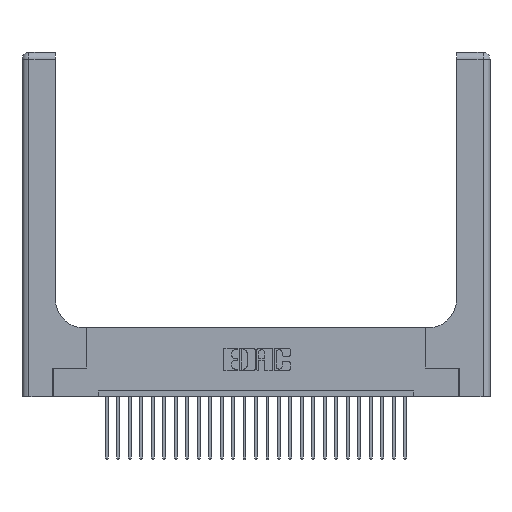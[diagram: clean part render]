
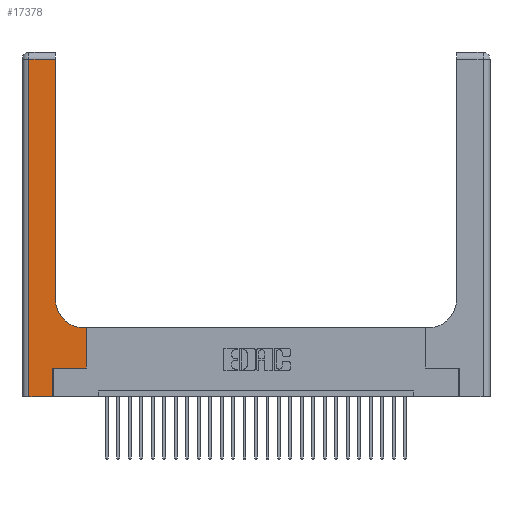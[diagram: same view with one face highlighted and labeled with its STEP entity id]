
A CAD part, top view. The second image highlights one B-rep face of the part: STEP entity #17378.
In plain terms, the highlighted planar face has unit normal (0, 0, 1).
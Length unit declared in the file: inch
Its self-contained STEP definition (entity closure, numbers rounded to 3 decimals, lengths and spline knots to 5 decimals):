
#150 = VERTEX_POINT ( 'NONE', #23422 ) ;
#190 = CIRCLE ( 'NONE', #6443, 0.25 ) ;
#492 = LINE ( 'NONE', #16695, #4158 ) ;
#826 = VERTEX_POINT ( 'NONE', #2255 ) ;
#1099 = CARTESIAN_POINT ( 'NONE',  ( 0.269, 0., 0.37 ) ) ;
#1754 = CARTESIAN_POINT ( 'NONE',  ( 0.5585, 0.25, 0.37 ) ) ;
#2255 = CARTESIAN_POINT ( 'NONE',  ( 0.06, 2.94, 0.37 ) ) ;
#2536 = EDGE_CURVE ( 'NONE', #3511, #15691, #190, .T. ) ;
#2750 = DIRECTION ( 'NONE',  ( 0., 1., 0. ) ) ;
#2820 = VERTEX_POINT ( 'NONE', #26647 ) ;
#2857 = LINE ( 'NONE', #5965, #12187 ) ;
#3328 = EDGE_CURVE ( 'NONE', #150, #3511, #2857, .T. ) ;
#3453 = CARTESIAN_POINT ( 'NONE',  ( 0., 2.94, 0.37 ) ) ;
#3511 = VERTEX_POINT ( 'NONE', #23116 ) ;
#3637 = PLANE ( 'NONE',  #7124 ) ;
#3728 = FACE_OUTER_BOUND ( 'NONE', #7040, .T. ) ;
#3828 = ORIENTED_EDGE ( 'NONE', *, *, #24308, .T. ) ;
#4158 = VECTOR ( 'NONE', #14221, 39.37008 ) ;
#4297 = EDGE_CURVE ( 'NONE', #2820, #826, #21850, .T. ) ;
#4559 = VERTEX_POINT ( 'NONE', #1754 ) ;
#4944 = VECTOR ( 'NONE', #20473, 39.37008 ) ;
#4971 = CARTESIAN_POINT ( 'NONE',  ( 0.06, 0., 0.37 ) ) ;
#5602 = DIRECTION ( 'NONE',  ( -1., 0., 0. ) ) ;
#5941 = EDGE_CURVE ( 'NONE', #15691, #2820, #16845, .T. ) ;
#5965 = CARTESIAN_POINT ( 'NONE',  ( 0.2915, 0.6, 0.37 ) ) ;
#6184 = EDGE_CURVE ( 'NONE', #27525, #4559, #6546, .T. ) ;
#6443 = AXIS2_PLACEMENT_3D ( 'NONE', #13424, #11481, #23981 ) ;
#6546 = LINE ( 'NONE', #19900, #14542 ) ;
#6745 = ORIENTED_EDGE ( 'NONE', *, *, #2536, .T. ) ;
#6768 = LINE ( 'NONE', #13623, #13750 ) ;
#7040 = EDGE_LOOP ( 'NONE', ( #26333, #16490, #20984, #3828, #16792, #7751, #23069, #17639, #6745 ) ) ;
#7124 = AXIS2_PLACEMENT_3D ( 'NONE', #24621, #26671, #5602 ) ;
#7534 = VECTOR ( 'NONE', #12172, 39.37008 ) ;
#7751 = ORIENTED_EDGE ( 'NONE', *, *, #6184, .T. ) ;
#8458 = EDGE_CURVE ( 'NONE', #4559, #150, #6768, .T. ) ;
#8473 = VERTEX_POINT ( 'NONE', #4971 ) ;
#10073 = DIRECTION ( 'NONE',  ( 0., 1., 0. ) ) ;
#10562 = VECTOR ( 'NONE', #22320, 39.37008 ) ;
#11481 = DIRECTION ( 'NONE',  ( 0., 0., -1. ) ) ;
#11594 = CARTESIAN_POINT ( 'NONE',  ( 0.2915, 3., 0.37 ) ) ;
#12132 = CARTESIAN_POINT ( 'NONE',  ( 0.269, 0., 0.37 ) ) ;
#12172 = DIRECTION ( 'NONE',  ( 0., -1., 0. ) ) ;
#12187 = VECTOR ( 'NONE', #27063, 39.37008 ) ;
#13424 = CARTESIAN_POINT ( 'NONE',  ( 0.5415, 0.85, 0.37 ) ) ;
#13533 = EDGE_CURVE ( 'NONE', #16716, #27525, #25586, .T. ) ;
#13623 = CARTESIAN_POINT ( 'NONE',  ( 0.5585, 0.25, 0.37 ) ) ;
#13750 = VECTOR ( 'NONE', #2750, 39.37008 ) ;
#14221 = DIRECTION ( 'NONE',  ( 1., 0., 0. ) ) ;
#14542 = VECTOR ( 'NONE', #15380, 39.37008 ) ;
#14832 = CARTESIAN_POINT ( 'NONE',  ( 0.269, 0.25, 0.37 ) ) ;
#15380 = DIRECTION ( 'NONE',  ( 1., 0., 0. ) ) ;
#15691 = VERTEX_POINT ( 'NONE', #22828 ) ;
#16317 = EDGE_CURVE ( 'NONE', #826, #8473, #23778, .T. ) ;
#16490 = ORIENTED_EDGE ( 'NONE', *, *, #4297, .T. ) ;
#16695 = CARTESIAN_POINT ( 'NONE',  ( 0., 0., 0.37 ) ) ;
#16716 = VERTEX_POINT ( 'NONE', #1099 ) ;
#16792 = ORIENTED_EDGE ( 'NONE', *, *, #13533, .T. ) ;
#16845 = LINE ( 'NONE', #11594, #10562 ) ;
#17378 = ADVANCED_FACE ( 'NONE', ( #3728 ), #3637, .F. ) ;
#17639 = ORIENTED_EDGE ( 'NONE', *, *, #3328, .T. ) ;
#19898 = VECTOR ( 'NONE', #10073, 39.37008 ) ;
#19900 = CARTESIAN_POINT ( 'NONE',  ( 0.269, 0.25, 0.37 ) ) ;
#20473 = DIRECTION ( 'NONE',  ( -1., 0., 0. ) ) ;
#20984 = ORIENTED_EDGE ( 'NONE', *, *, #16317, .T. ) ;
#21850 = LINE ( 'NONE', #3453, #4944 ) ;
#22320 = DIRECTION ( 'NONE',  ( 0., 1., 0. ) ) ;
#22797 = CARTESIAN_POINT ( 'NONE',  ( 0.06, 3., 0.37 ) ) ;
#22828 = CARTESIAN_POINT ( 'NONE',  ( 0.2915, 0.85, 0.37 ) ) ;
#23069 = ORIENTED_EDGE ( 'NONE', *, *, #8458, .T. ) ;
#23116 = CARTESIAN_POINT ( 'NONE',  ( 0.5415, 0.6, 0.37 ) ) ;
#23422 = CARTESIAN_POINT ( 'NONE',  ( 0.5585, 0.6, 0.37 ) ) ;
#23778 = LINE ( 'NONE', #22797, #7534 ) ;
#23981 = DIRECTION ( 'NONE',  ( 1., 0., 0. ) ) ;
#24308 = EDGE_CURVE ( 'NONE', #8473, #16716, #492, .T. ) ;
#24621 = CARTESIAN_POINT ( 'NONE',  ( 0., 3., 0.37 ) ) ;
#25586 = LINE ( 'NONE', #12132, #19898 ) ;
#26333 = ORIENTED_EDGE ( 'NONE', *, *, #5941, .T. ) ;
#26647 = CARTESIAN_POINT ( 'NONE',  ( 0.2915, 2.94, 0.37 ) ) ;
#26671 = DIRECTION ( 'NONE',  ( 0., 0., -1. ) ) ;
#27063 = DIRECTION ( 'NONE',  ( -1., 0., 0. ) ) ;
#27525 = VERTEX_POINT ( 'NONE', #14832 ) ;
